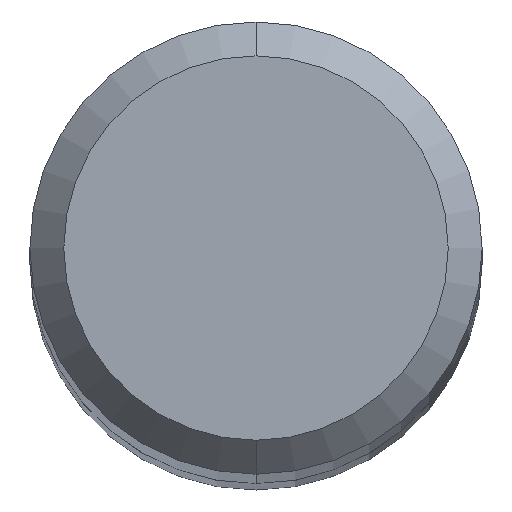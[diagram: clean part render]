
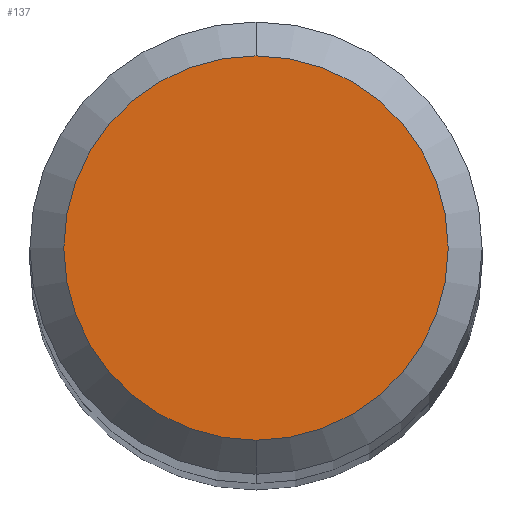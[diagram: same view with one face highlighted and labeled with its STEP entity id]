
A CAD part, top view. The second image highlights one B-rep face of the part: STEP entity #137.
In plain terms, the highlighted planar face has unit normal (0, 0, 1).
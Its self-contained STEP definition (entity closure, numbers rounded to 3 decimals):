
#99=EDGE_CURVE('',#111,#115,#219,.T.);
#111=VERTEX_POINT('',#232);
#115=VERTEX_POINT('',#236);
#127=EDGE_CURVE('',#115,#111,#250,.T.);
#137=ADVANCED_FACE('',(#262),#263,.T.);
#219=CIRCLE('',#350,1.7);
#232=CARTESIAN_POINT('',(0.,-1.7,0.0));
#236=CARTESIAN_POINT('',(0.0,1.7,0.0));
#250=CIRCLE('',#387,1.7);
#262=FACE_OUTER_BOUND('',#400,.T.);
#263=PLANE('',#401);
#350=AXIS2_PLACEMENT_3D('',#490,#491,#492);
#387=AXIS2_PLACEMENT_3D('',#523,#524,#525);
#400=EDGE_LOOP('',(#546,#547));
#401=AXIS2_PLACEMENT_3D('',#548,#549,#550);
#490=CARTESIAN_POINT('',(0.0,0.0,0.0));
#491=DIRECTION('',(0.0,0.0,-1.0));
#492=DIRECTION('',(0.0,1.0,0.0));
#523=CARTESIAN_POINT('',(0.0,0.0,0.0));
#524=DIRECTION('',(0.0,0.0,-1.0));
#525=DIRECTION('',(0.0,1.0,0.0));
#546=ORIENTED_EDGE('',*,*,#127,.F.);
#547=ORIENTED_EDGE('',*,*,#99,.F.);
#548=CARTESIAN_POINT('',(0.0,0.85,0.0));
#549=DIRECTION('',(-0.0,0.0,1.0));
#550=DIRECTION('',(0.0,-1.0,0.0));
